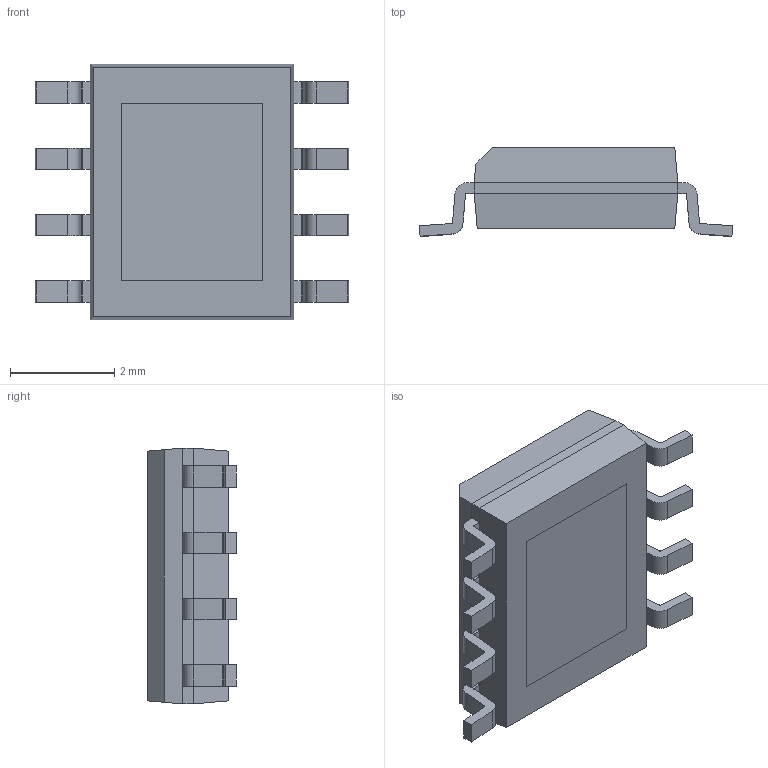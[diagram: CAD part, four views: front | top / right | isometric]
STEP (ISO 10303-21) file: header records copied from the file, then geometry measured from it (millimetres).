
FILE_DESCRIPTION (( 'STEP AP214' ), '1' );
FILE_NAME ('AL8843QSP-13.STEP', '2024-04-03T04:12:14', ( '' ), ( '' ), 'SwSTEP 2.0', 'SolidWorks 2023', '' );
FILE_SCHEMA (( 'AUTOMOTIVE_DESIGN' ));
Length unit declared in the file: millimetre
Products named in the file (1): AL8843QSP-13
Bounding box: 6 x 1.7 x 4.9 mm (x, y, z)
Volume: 29.8 mm3; surface area: 80.4 mm2
Topology: 10 solids, 10 shells, 135 faces, 335 edges, 222 vertices
Faces by surface type: plane 99, cylinder 36
Entity records: 5578 total; most frequent: CARTESIAN_POINT 693, DIRECTION 679, ORIENTED_EDGE 670, EDGE_CURVE 335, VECTOR 263, LINE 263, VERTEX_POINT 222, AXIS2_PLACEMENT_3D 208
